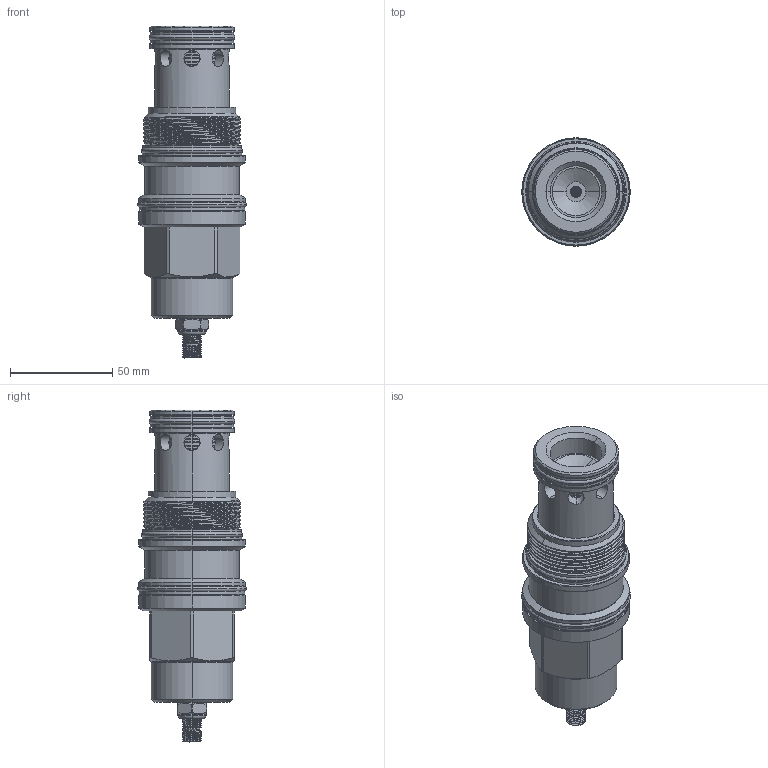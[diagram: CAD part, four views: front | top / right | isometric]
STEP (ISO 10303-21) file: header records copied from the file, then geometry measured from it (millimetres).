
FILE_DESCRIPTION (( 'STEP AP203' ), '1' );
FILE_NAME ('SP19A30-L.STEP', '2020-03-25T01:48:17', ( '' ), ( '' ), 'SwSTEP 2.0', 'SolidWorks 2018', '' );
FILE_SCHEMA (( 'CONFIG_CONTROL_DESIGN' ));
Products named in the file (1): SP19A30-L
Bounding box: 53.11 x 53.11 x 162.5 mm (x, y, z)
Volume: 205437.2 mm3; surface area: 37249.1 mm2
Topology: 8 solids, 8 shells, 843 faces, 2360 edges, 1453 vertices
Faces by surface type: cylinder 640, plane 70, torus 68, cone 52, bspline 9, sphere 4
Entity records: 59651 total; most frequent: CARTESIAN_POINT 38990, ORIENTED_EDGE 4716, DIRECTION 3498, EDGE_CURVE 2358, VERTEX_POINT 1453, AXIS2_PLACEMENT_3D 1424, EDGE_LOOP 1253, B_SPLINE_CURVE_WITH_KNOTS 1045
